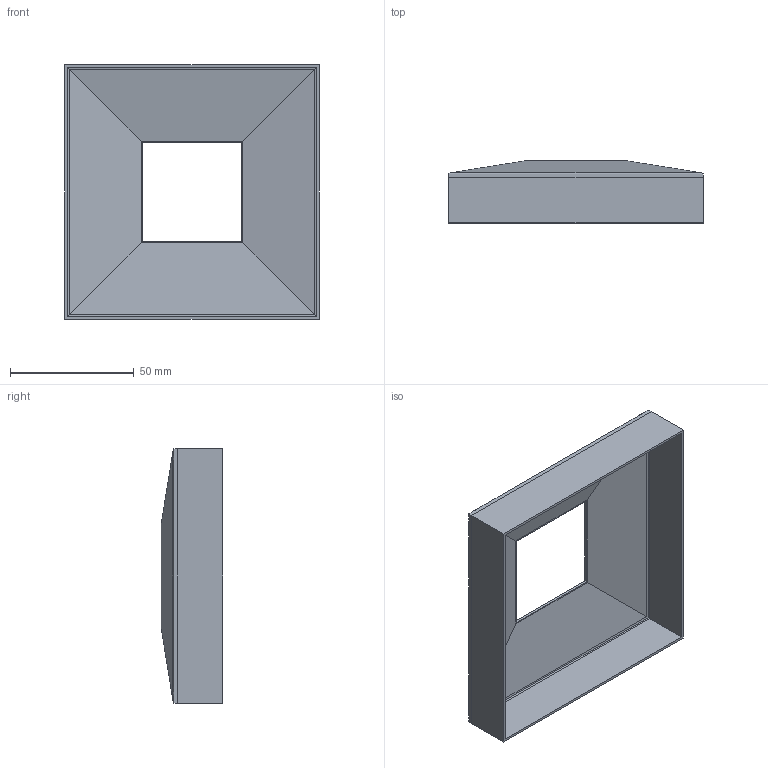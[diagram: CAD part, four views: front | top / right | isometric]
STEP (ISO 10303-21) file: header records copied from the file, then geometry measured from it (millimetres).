
FILE_DESCRIPTION (( 'STEP AP214' ), '1' );
FILE_NAME ('àðò. KRT513.STEP', '2014-06-05T05:43:01', ( '' ), ( '' ), 'SwSTEP 2.0', 'SolidWorks 2014', '' );
FILE_SCHEMA (( 'AUTOMOTIVE_DESIGN' ));
Length unit declared in the file: millimetre
Products named in the file (1): àðò. KRT513
Bounding box: 103 x 25 x 103 mm (x, y, z)
Volume: 16388.5 mm3; surface area: 34270.4 mm2
Topology: 1 solids, 1 shells, 35 faces, 76 edges, 44 vertices
Faces by surface type: plane 23, bspline 12
Entity records: 1508 total; most frequent: CARTESIAN_POINT 812, ORIENTED_EDGE 152, DIRECTION 96, EDGE_CURVE 76, LINE 48, VECTOR 48, VERTEX_POINT 44, EDGE_LOOP 38
